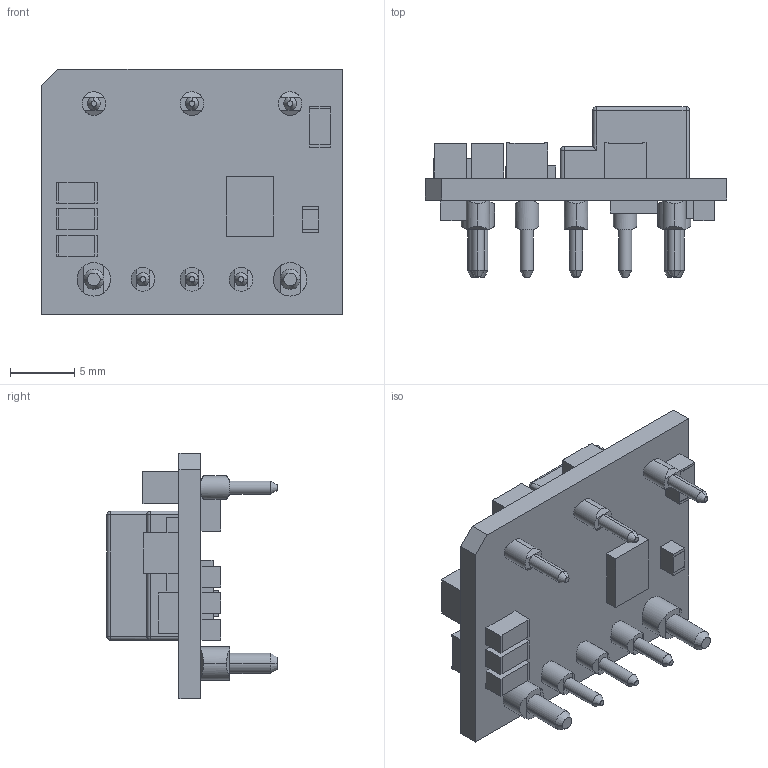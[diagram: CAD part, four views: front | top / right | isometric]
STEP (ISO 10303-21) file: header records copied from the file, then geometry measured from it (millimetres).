
FILE_DESCRIPTION (( 'STEP AP214' ), '1' );
FILE_NAME ('i3a.STEP', '2018-12-18T09:51:22', ( '' ), ( '' ), 'SwSTEP 2.0', 'SolidWorks 2018', '' );
FILE_SCHEMA (( 'AUTOMOTIVE_DESIGN' ));
Length unit declared in the file: millimetre
Products named in the file (12): I3A_PCB.stp; I3A_OUTPUT_INDUCTOR.stp; 1206_CAP_COLOR.stp; i3a_standard_asm.stp; ZP00166_01-.stp; i3a; 0805_CAP.stp; i3a_full; ZP00167_01-.stp; 1210_CAP_COLOR.stp; I6A_CONTROL_IC2.stp; I6A_HIGH_SIDE_FET.stp
Assembly tree (26 placements, depth 4):
  i3a
    i3a_full
      i3a_standard_asm.stp
        I3A_PCB.stp
        I3A_OUTPUT_INDUCTOR.stp
        ZP00166_01-.stp  x6
        ZP00167_01-.stp  x2
        I6A_HIGH_SIDE_FET.stp  x2
        1210_CAP_COLOR.stp  x4
        1206_CAP_COLOR.stp  x6
        0805_CAP.stp
        I6A_CONTROL_IC2.stp
Bounding box: 23.37 x 13.22 x 19.05 mm (x, y, z)
Volume: 1491.2 mm3; surface area: 2195.6 mm2
Topology: 24 solids, 32 shells, 446 faces, 1052 edges, 664 vertices
Faces by surface type: plane 347, cylinder 61, cone 32, sphere 6
Entity records: 4984 total; most frequent: CARTESIAN_POINT 1127, DIRECTION 712, ORIENTED_EDGE 676, EDGE_CURVE 338, LINE 246, VECTOR 246, AXIS2_PLACEMENT_3D 233, VERTEX_POINT 212
